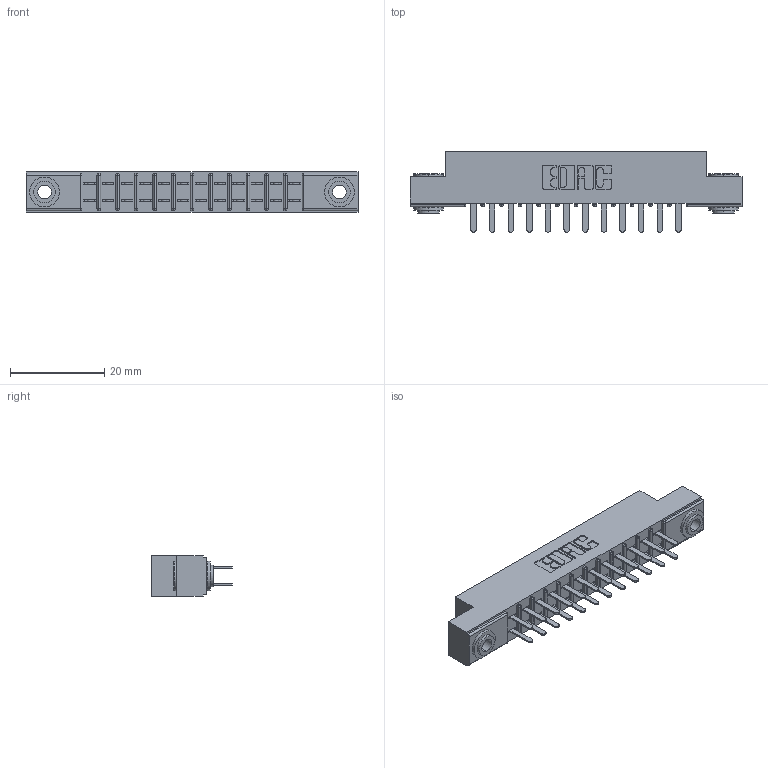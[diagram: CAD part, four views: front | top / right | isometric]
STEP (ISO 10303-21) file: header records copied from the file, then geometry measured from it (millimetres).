
FILE_DESCRIPTION (( 'STEP AP203' ), '1' );
FILE_NAME ('355-024-520-503.STEP', '2019-09-11T04:43:23', ( '' ), ( '' ), 'SwSTEP 2.0', 'SolidWorks 2016', '' );
FILE_SCHEMA (( 'CONFIG_CONTROL_DESIGN' ));
Length unit declared in the file: inch
Products named in the file (4): 345-250-002_345-250-002-102; 305 Part_.156 Dia; 355-024-520-503; 305-290-001_520
Assembly tree (27 placements, depth 2):
  355-024-520-503
    305 Part_.156 Dia
    305-290-001_520  x24
    345-250-002_345-250-002-102  x2
Bounding box: 70.56 x 17.09 x 8.71 mm (x, y, z)
Volume: 4267.1 mm3; surface area: 8125.8 mm2
Topology: 27 solids, 27 shells, 1272 faces, 3584 edges, 2320 vertices
Faces by surface type: plane 740, cylinder 476, sphere 48, cone 8
Entity records: 17590 total; most frequent: CARTESIAN_POINT 2891, ORIENTED_EDGE 2856, DIRECTION 2836, EDGE_CURVE 1428, LINE 1114, VECTOR 1114, VERTEX_POINT 916, AXIS2_PLACEMENT_3D 861
